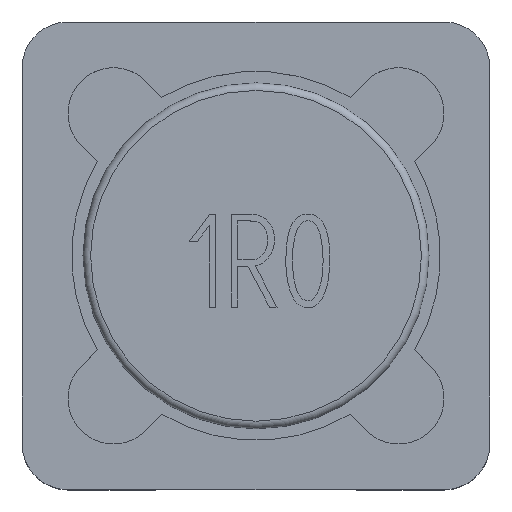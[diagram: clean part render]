
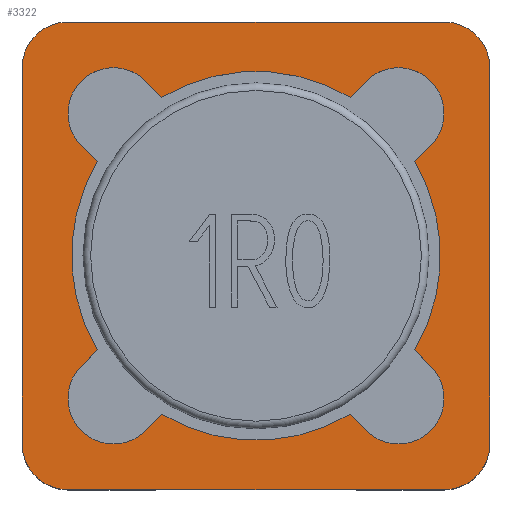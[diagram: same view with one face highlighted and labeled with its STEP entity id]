
A CAD part, top view. The second image highlights one B-rep face of the part: STEP entity #3322.
In plain terms, the highlighted planar face has unit normal (0, 0, 1).
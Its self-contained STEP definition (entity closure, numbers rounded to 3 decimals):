
#81=LINE('',#4410,#338);
#115=LINE('',#4489,#372);
#133=LINE('',#4530,#390);
#149=LINE('',#4579,#406);
#196=LINE('',#4723,#453);
#197=LINE('',#4728,#454);
#198=LINE('',#4732,#455);
#199=LINE('',#4736,#456);
#200=LINE('',#4740,#457);
#201=LINE('',#4744,#458);
#202=LINE('',#4748,#459);
#203=LINE('',#4752,#460);
#338=VECTOR('',#3660,1000.);
#372=VECTOR('',#3712,1000.);
#390=VECTOR('',#3740,1000.);
#406=VECTOR('',#3766,1000.);
#453=VECTOR('',#3891,1000.);
#454=VECTOR('',#3894,1000.);
#455=VECTOR('',#3897,1000.);
#456=VECTOR('',#3900,1000.);
#457=VECTOR('',#3903,1000.);
#458=VECTOR('',#3906,1000.);
#459=VECTOR('',#3909,1000.);
#460=VECTOR('',#3912,1000.);
#607=CIRCLE('',#3488,1.2);
#608=CIRCLE('',#3490,1.2);
#609=CIRCLE('',#3492,1.2);
#610=CIRCLE('',#3494,1.2);
#611=CIRCLE('',#3496,4.85);
#612=CIRCLE('',#3497,1.2);
#613=CIRCLE('',#3498,4.85);
#614=CIRCLE('',#3499,1.2);
#615=CIRCLE('',#3500,4.85);
#616=CIRCLE('',#3501,1.2);
#617=CIRCLE('',#3502,4.85);
#618=CIRCLE('',#3503,1.2);
#873=ORIENTED_EDGE('',*,*,#1553,.T.);
#874=ORIENTED_EDGE('',*,*,#1554,.T.);
#875=ORIENTED_EDGE('',*,*,#1555,.T.);
#876=ORIENTED_EDGE('',*,*,#1556,.T.);
#877=ORIENTED_EDGE('',*,*,#1557,.T.);
#878=ORIENTED_EDGE('',*,*,#1558,.T.);
#879=ORIENTED_EDGE('',*,*,#1559,.T.);
#880=ORIENTED_EDGE('',*,*,#1560,.T.);
#881=ORIENTED_EDGE('',*,*,#1561,.T.);
#882=ORIENTED_EDGE('',*,*,#1562,.T.);
#883=ORIENTED_EDGE('',*,*,#1563,.T.);
#884=ORIENTED_EDGE('',*,*,#1564,.T.);
#885=ORIENTED_EDGE('',*,*,#1565,.T.);
#886=ORIENTED_EDGE('',*,*,#1566,.T.);
#887=ORIENTED_EDGE('',*,*,#1567,.T.);
#888=ORIENTED_EDGE('',*,*,#1568,.T.);
#889=ORIENTED_EDGE('',*,*,#1400,.F.);
#890=ORIENTED_EDGE('',*,*,#1552,.F.);
#891=ORIENTED_EDGE('',*,*,#1458,.F.);
#892=ORIENTED_EDGE('',*,*,#1551,.F.);
#893=ORIENTED_EDGE('',*,*,#1438,.F.);
#894=ORIENTED_EDGE('',*,*,#1550,.F.);
#895=ORIENTED_EDGE('',*,*,#1478,.F.);
#896=ORIENTED_EDGE('',*,*,#1549,.F.);
#1400=EDGE_CURVE('',#1760,#1761,#81,.T.);
#1438=EDGE_CURVE('',#1796,#1797,#115,.T.);
#1458=EDGE_CURVE('',#1814,#1815,#133,.T.);
#1478=EDGE_CURVE('',#1832,#1833,#149,.T.);
#1549=EDGE_CURVE('',#1761,#1832,#607,.T.);
#1550=EDGE_CURVE('',#1833,#1796,#608,.T.);
#1551=EDGE_CURVE('',#1797,#1814,#609,.T.);
#1552=EDGE_CURVE('',#1815,#1760,#610,.T.);
#1553=EDGE_CURVE('',#1881,#1882,#196,.T.);
#1554=EDGE_CURVE('',#1882,#1883,#611,.T.);
#1555=EDGE_CURVE('',#1883,#1884,#197,.T.);
#1556=EDGE_CURVE('',#1884,#1885,#612,.T.);
#1557=EDGE_CURVE('',#1885,#1886,#198,.T.);
#1558=EDGE_CURVE('',#1886,#1887,#613,.T.);
#1559=EDGE_CURVE('',#1887,#1888,#199,.T.);
#1560=EDGE_CURVE('',#1888,#1889,#614,.T.);
#1561=EDGE_CURVE('',#1889,#1890,#200,.T.);
#1562=EDGE_CURVE('',#1890,#1891,#615,.T.);
#1563=EDGE_CURVE('',#1891,#1892,#201,.T.);
#1564=EDGE_CURVE('',#1892,#1893,#616,.T.);
#1565=EDGE_CURVE('',#1893,#1894,#202,.T.);
#1566=EDGE_CURVE('',#1894,#1895,#617,.T.);
#1567=EDGE_CURVE('',#1895,#1896,#203,.T.);
#1568=EDGE_CURVE('',#1896,#1881,#618,.T.);
#1760=VERTEX_POINT('',#4409);
#1761=VERTEX_POINT('',#4411);
#1796=VERTEX_POINT('',#4488);
#1797=VERTEX_POINT('',#4490);
#1814=VERTEX_POINT('',#4529);
#1815=VERTEX_POINT('',#4531);
#1832=VERTEX_POINT('',#4578);
#1833=VERTEX_POINT('',#4580);
#1881=VERTEX_POINT('',#4724);
#1882=VERTEX_POINT('',#4725);
#1883=VERTEX_POINT('',#4727);
#1884=VERTEX_POINT('',#4729);
#1885=VERTEX_POINT('',#4731);
#1886=VERTEX_POINT('',#4733);
#1887=VERTEX_POINT('',#4735);
#1888=VERTEX_POINT('',#4737);
#1889=VERTEX_POINT('',#4739);
#1890=VERTEX_POINT('',#4741);
#1891=VERTEX_POINT('',#4743);
#1892=VERTEX_POINT('',#4745);
#1893=VERTEX_POINT('',#4747);
#1894=VERTEX_POINT('',#4749);
#1895=VERTEX_POINT('',#4751);
#1896=VERTEX_POINT('',#4753);
#2030=EDGE_LOOP('',(#873,#874,#875,#876,#877,#878,#879,#880,#881,#882,#883,
#884,#885,#886,#887,#888));
#2031=EDGE_LOOP('',(#889,#890,#891,#892,#893,#894,#895,#896));
#2172=FACE_BOUND('',#2030,.T.);
#2173=FACE_BOUND('',#2031,.T.);
#2306=PLANE('',#3495);
#3322=ADVANCED_FACE('',(#2172,#2173),#2306,.F.);
#3488=AXIS2_PLACEMENT_3D('',#4715,#3875,#3876);
#3490=AXIS2_PLACEMENT_3D('',#4717,#3879,#3880);
#3492=AXIS2_PLACEMENT_3D('',#4719,#3883,#3884);
#3494=AXIS2_PLACEMENT_3D('',#4721,#3887,#3888);
#3495=AXIS2_PLACEMENT_3D('',#4722,#3889,#3890);
#3496=AXIS2_PLACEMENT_3D('',#4726,#3892,#3893);
#3497=AXIS2_PLACEMENT_3D('',#4730,#3895,#3896);
#3498=AXIS2_PLACEMENT_3D('',#4734,#3898,#3899);
#3499=AXIS2_PLACEMENT_3D('',#4738,#3901,#3902);
#3500=AXIS2_PLACEMENT_3D('',#4742,#3904,#3905);
#3501=AXIS2_PLACEMENT_3D('',#4746,#3907,#3908);
#3502=AXIS2_PLACEMENT_3D('',#4750,#3910,#3911);
#3503=AXIS2_PLACEMENT_3D('',#4754,#3913,#3914);
#3660=DIRECTION('',(-1.,0.,0.));
#3712=DIRECTION('',(1.,0.,0.));
#3740=DIRECTION('',(0.,-1.,0.));
#3766=DIRECTION('',(0.,1.,0.));
#3875=DIRECTION('',(0.,0.,-1.));
#3876=DIRECTION('',(1.,0.,0.));
#3879=DIRECTION('',(0.,0.,-1.));
#3880=DIRECTION('',(1.,0.,0.));
#3883=DIRECTION('',(0.,0.,-1.));
#3884=DIRECTION('',(-1.,0.,0.));
#3887=DIRECTION('',(0.,0.,-1.));
#3888=DIRECTION('',(-1.,0.,0.));
#3889=DIRECTION('',(0.,0.,-1.));
#3890=DIRECTION('',(-1.,0.,0.));
#3891=DIRECTION('',(-0.707,-0.707,0.));
#3892=DIRECTION('',(0.,0.,-1.));
#3893=DIRECTION('',(-1.,0.,0.));
#3894=DIRECTION('',(0.707,-0.707,0.));
#3895=DIRECTION('',(0.,0.,-1.));
#3896=DIRECTION('',(-1.,0.,0.));
#3897=DIRECTION('',(-0.707,0.707,0.));
#3898=DIRECTION('',(0.,0.,-1.));
#3899=DIRECTION('',(-1.,0.,0.));
#3900=DIRECTION('',(-0.707,-0.707,0.));
#3901=DIRECTION('',(0.,0.,-1.));
#3902=DIRECTION('',(1.,0.,0.));
#3903=DIRECTION('',(0.707,0.707,0.));
#3904=DIRECTION('',(0.,0.,-1.));
#3905=DIRECTION('',(1.,0.,0.));
#3906=DIRECTION('',(-0.707,0.707,0.));
#3907=DIRECTION('',(0.,0.,-1.));
#3908=DIRECTION('',(1.,0.,0.));
#3909=DIRECTION('',(0.707,-0.707,0.));
#3910=DIRECTION('',(0.,0.,-1.));
#3911=DIRECTION('',(-1.,0.,0.));
#3912=DIRECTION('',(0.707,0.707,0.));
#3913=DIRECTION('',(0.,0.,-1.));
#3914=DIRECTION('',(-1.,0.,0.));
#4409=CARTESIAN_POINT('',(4.95,-6.15,0.));
#4410=CARTESIAN_POINT('',(-4.95,-6.15,0.));
#4411=CARTESIAN_POINT('',(-4.95,-6.15,0.));
#4488=CARTESIAN_POINT('',(-4.95,6.15,0.));
#4489=CARTESIAN_POINT('',(4.95,6.15,0.));
#4490=CARTESIAN_POINT('',(4.95,6.15,0.));
#4529=CARTESIAN_POINT('',(6.15,4.95,0.));
#4530=CARTESIAN_POINT('',(6.15,-4.95,0.));
#4531=CARTESIAN_POINT('',(6.15,-4.95,0.));
#4578=CARTESIAN_POINT('',(-6.15,-4.95,0.));
#4579=CARTESIAN_POINT('',(-6.15,4.95,0.));
#4580=CARTESIAN_POINT('',(-6.15,4.95,0.));
#4715=CARTESIAN_POINT('',(-4.95,-4.95,0.));
#4717=CARTESIAN_POINT('',(-4.95,4.95,0.));
#4719=CARTESIAN_POINT('',(4.95,4.95,0.));
#4721=CARTESIAN_POINT('',(4.95,-4.95,0.));
#4722=CARTESIAN_POINT('',(-4.95,-4.95,0.));
#4723=CARTESIAN_POINT('',(4.171,2.474,0.));
#4724=CARTESIAN_POINT('',(4.596,2.899,0.));
#4725=CARTESIAN_POINT('',(4.171,2.474,0.));
#4726=CARTESIAN_POINT('',(0.,0.,0.));
#4727=CARTESIAN_POINT('',(4.171,-2.474,0.));
#4728=CARTESIAN_POINT('',(4.596,-2.899,0.));
#4729=CARTESIAN_POINT('',(4.596,-2.899,0.));
#4730=CARTESIAN_POINT('',(3.748,-3.748,0.));
#4731=CARTESIAN_POINT('',(2.899,-4.596,0.));
#4732=CARTESIAN_POINT('',(2.474,-4.171,0.));
#4733=CARTESIAN_POINT('',(2.474,-4.171,0.));
#4734=CARTESIAN_POINT('',(0.,0.,0.));
#4735=CARTESIAN_POINT('',(-2.474,-4.171,0.));
#4736=CARTESIAN_POINT('',(-2.899,-4.596,0.));
#4737=CARTESIAN_POINT('',(-2.899,-4.596,0.));
#4738=CARTESIAN_POINT('',(-3.748,-3.748,0.));
#4739=CARTESIAN_POINT('',(-4.596,-2.899,0.));
#4740=CARTESIAN_POINT('',(-4.171,-2.474,0.));
#4741=CARTESIAN_POINT('',(-4.171,-2.474,0.));
#4742=CARTESIAN_POINT('',(0.,0.,0.));
#4743=CARTESIAN_POINT('',(-4.171,2.474,0.));
#4744=CARTESIAN_POINT('',(-4.596,2.899,0.));
#4745=CARTESIAN_POINT('',(-4.596,2.899,0.));
#4746=CARTESIAN_POINT('',(-3.748,3.748,0.));
#4747=CARTESIAN_POINT('',(-2.899,4.596,0.));
#4748=CARTESIAN_POINT('',(-2.474,4.171,0.));
#4749=CARTESIAN_POINT('',(-2.474,4.171,0.));
#4750=CARTESIAN_POINT('',(0.,0.,0.));
#4751=CARTESIAN_POINT('',(2.474,4.171,0.));
#4752=CARTESIAN_POINT('',(2.899,4.596,0.));
#4753=CARTESIAN_POINT('',(2.899,4.596,0.));
#4754=CARTESIAN_POINT('',(3.748,3.748,0.));
